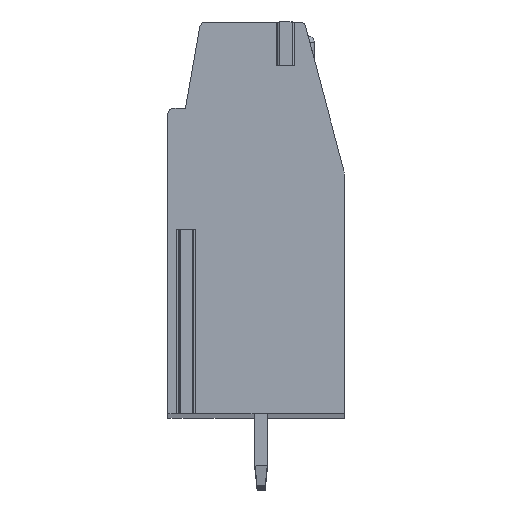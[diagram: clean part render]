
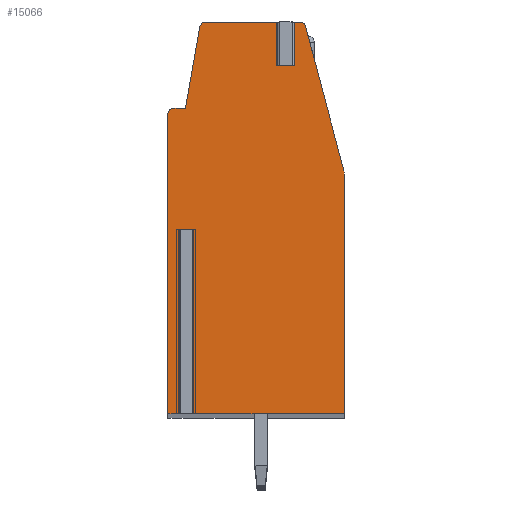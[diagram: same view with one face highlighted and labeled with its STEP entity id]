
A CAD part, top view. The second image highlights one B-rep face of the part: STEP entity #15066.
In plain terms, the highlighted planar face has unit normal (0, 0, 1).
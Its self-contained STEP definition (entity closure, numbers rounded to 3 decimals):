
#13=DIRECTION('',(-1.,0.,0.));
#14=VECTOR('',#13,0.743);
#15=CARTESIAN_POINT('',(-3.029,-0.55,119.38));
#16=LINE('',#15,#14);
#17=DIRECTION('',(0.,-1.,0.));
#18=VECTOR('',#17,9.);
#19=CARTESIAN_POINT('',(-3.771,-0.55,119.38));
#20=LINE('',#19,#18);
#21=DIRECTION('',(1.,0.,0.));
#22=VECTOR('',#21,0.529);
#23=CARTESIAN_POINT('',(-4.3,-9.55,119.38));
#24=LINE('',#23,#22);
#25=DIRECTION('',(0.,-1.,0.));
#26=VECTOR('',#25,14.6);
#27=CARTESIAN_POINT('',(-4.3,5.05,119.38));
#28=LINE('',#27,#26);
#29=CARTESIAN_POINT('',(-4.,5.05,119.38));
#30=DIRECTION('',(0.,0.,1.));
#31=DIRECTION('',(0.,1.,0.));
#32=AXIS2_PLACEMENT_3D('',#29,#30,#31);
#34=DIRECTION('',(-1.,0.,0.));
#35=VECTOR('',#34,0.558);
#36=CARTESIAN_POINT('',(-3.442,5.35,119.38));
#37=LINE('',#36,#35);
#38=DIRECTION('',(-0.174,-0.985,0.));
#39=VECTOR('',#38,4.013);
#40=CARTESIAN_POINT('',(-2.746,9.302,119.38));
#41=LINE('',#40,#39);
#42=CARTESIAN_POINT('',(-2.45,9.25,119.38));
#43=DIRECTION('',(0.,0.,1.));
#44=DIRECTION('',(0.,1.,0.));
#45=AXIS2_PLACEMENT_3D('',#42,#43,#44);
#47=DIRECTION('',(-1.,0.,0.));
#48=VECTOR('',#47,3.669);
#49=CARTESIAN_POINT('',(1.219,9.55,119.38));
#50=LINE('',#49,#48);
#51=DIRECTION('',(0.,-1.,0.));
#52=VECTOR('',#51,2.1);
#53=CARTESIAN_POINT('',(1.219,9.55,119.38));
#54=LINE('',#53,#52);
#55=DIRECTION('',(-1.,0.,0.));
#56=VECTOR('',#55,0.46);
#57=CARTESIAN_POINT('',(1.679,7.45,119.38));
#58=LINE('',#57,#56);
#59=DIRECTION('',(0.,-1.,0.));
#60=VECTOR('',#59,2.1);
#61=CARTESIAN_POINT('',(1.679,9.55,119.38));
#62=LINE('',#61,#60);
#63=DIRECTION('',(-1.,0.,0.));
#64=VECTOR('',#63,0.447);
#65=CARTESIAN_POINT('',(2.126,9.55,119.38));
#66=LINE('',#65,#64);
#67=CARTESIAN_POINT('',(2.126,9.25,119.38));
#68=DIRECTION('',(0.,0.,1.));
#69=DIRECTION('',(0.966,0.257,0.));
#70=AXIS2_PLACEMENT_3D('',#67,#68,#69);
#72=CARTESIAN_POINT('',(3.3,2.119,119.38));
#73=DIRECTION('',(0.,0.,1.));
#74=DIRECTION('',(1.,0.,0.));
#75=AXIS2_PLACEMENT_3D('',#72,#73,#74);
#77=DIRECTION('',(0.,1.,0.));
#78=VECTOR('',#77,11.669);
#79=CARTESIAN_POINT('',(4.3,-9.55,119.38));
#80=LINE('',#79,#78);
#81=DIRECTION('',(1.,0.,0.));
#82=VECTOR('',#81,7.329);
#83=CARTESIAN_POINT('',(-3.029,-9.55,119.38));
#84=LINE('',#83,#82);
#85=DIRECTION('',(0.,-1.,0.));
#86=VECTOR('',#85,9.);
#87=CARTESIAN_POINT('',(-3.029,-0.55,119.38));
#88=LINE('',#87,#86);
#635=DIRECTION('',(-0.257,0.966,0.));
#636=VECTOR('',#635,7.193);
#637=CARTESIAN_POINT('',(4.266,2.376,119.38));
#638=LINE('',#637,#636);
#12009=CARTESIAN_POINT('',(4.3,-9.55,119.38));
#12010=CARTESIAN_POINT('',(4.3,2.119,119.38));
#12011=VERTEX_POINT('',#12009);
#12012=VERTEX_POINT('',#12010);
#12013=CARTESIAN_POINT('',(4.266,2.376,119.38));
#12014=VERTEX_POINT('',#12013);
#12015=CARTESIAN_POINT('',(2.416,9.327,119.38));
#12016=CARTESIAN_POINT('',(2.126,9.55,119.38));
#12017=VERTEX_POINT('',#12015);
#12018=VERTEX_POINT('',#12016);
#12019=CARTESIAN_POINT('',(-2.45,9.55,119.38));
#12020=CARTESIAN_POINT('',(-2.746,9.302,119.38));
#12021=VERTEX_POINT('',#12019);
#12022=VERTEX_POINT('',#12020);
#12023=CARTESIAN_POINT('',(-3.442,5.35,119.38));
#12024=VERTEX_POINT('',#12023);
#12025=CARTESIAN_POINT('',(-4.,5.35,119.38));
#12026=VERTEX_POINT('',#12025);
#12027=CARTESIAN_POINT('',(-4.3,5.05,119.38));
#12028=VERTEX_POINT('',#12027);
#12029=CARTESIAN_POINT('',(-4.3,-9.55,119.38));
#12030=VERTEX_POINT('',#12029);
#12093=CARTESIAN_POINT('',(1.679,7.45,119.38));
#12094=CARTESIAN_POINT('',(1.219,7.45,119.38));
#12095=VERTEX_POINT('',#12093);
#12096=VERTEX_POINT('',#12094);
#12097=CARTESIAN_POINT('',(1.219,9.55,119.38));
#12098=VERTEX_POINT('',#12097);
#12099=CARTESIAN_POINT('',(1.679,9.55,119.38));
#12100=VERTEX_POINT('',#12099);
#12113=CARTESIAN_POINT('',(-3.029,-0.55,119.38));
#12114=CARTESIAN_POINT('',(-3.771,-0.55,119.38));
#12115=VERTEX_POINT('',#12113);
#12116=VERTEX_POINT('',#12114);
#12117=CARTESIAN_POINT('',(-3.029,-9.55,119.38));
#12118=VERTEX_POINT('',#12117);
#12119=CARTESIAN_POINT('',(-3.771,-9.55,119.38));
#12120=VERTEX_POINT('',#12119);
#15021=CARTESIAN_POINT('',(0.,0.,119.38));
#15022=DIRECTION('',(0.,0.,1.));
#15023=DIRECTION('',(1.,0.,0.));
#15024=AXIS2_PLACEMENT_3D('',#15021,#15022,#15023);
#15025=PLANE('',#15024);
#15027=ORIENTED_EDGE('',*,*,#15026,.T.);
#15029=ORIENTED_EDGE('',*,*,#15028,.T.);
#15031=ORIENTED_EDGE('',*,*,#15030,.F.);
#15033=ORIENTED_EDGE('',*,*,#15032,.F.);
#15035=ORIENTED_EDGE('',*,*,#15034,.F.);
#15037=ORIENTED_EDGE('',*,*,#15036,.F.);
#15039=ORIENTED_EDGE('',*,*,#15038,.F.);
#15041=ORIENTED_EDGE('',*,*,#15040,.F.);
#15043=ORIENTED_EDGE('',*,*,#15042,.F.);
#15045=ORIENTED_EDGE('',*,*,#15044,.T.);
#15047=ORIENTED_EDGE('',*,*,#15046,.F.);
#15049=ORIENTED_EDGE('',*,*,#15048,.F.);
#15051=ORIENTED_EDGE('',*,*,#15050,.F.);
#15053=ORIENTED_EDGE('',*,*,#15052,.F.);
#15055=ORIENTED_EDGE('',*,*,#15054,.F.);
#15057=ORIENTED_EDGE('',*,*,#15056,.F.);
#15059=ORIENTED_EDGE('',*,*,#15058,.F.);
#15061=ORIENTED_EDGE('',*,*,#15060,.F.);
#15063=ORIENTED_EDGE('',*,*,#15062,.F.);
#15064=EDGE_LOOP('',(#15027,#15029,#15031,#15033,#15035,#15037,#15039,#15041,
#15043,#15045,#15047,#15049,#15051,#15053,#15055,#15057,#15059,#15061,#15063));
#15065=FACE_OUTER_BOUND('',#15064,.F.);
#33=CIRCLE('',#32,0.3);
#46=CIRCLE('',#45,0.3);
#71=CIRCLE('',#70,0.3);
#76=CIRCLE('',#75,1.);
#15026=EDGE_CURVE('',#12115,#12116,#16,.T.);
#15028=EDGE_CURVE('',#12116,#12120,#20,.T.);
#15030=EDGE_CURVE('',#12030,#12120,#24,.T.);
#15032=EDGE_CURVE('',#12028,#12030,#28,.T.);
#15034=EDGE_CURVE('',#12026,#12028,#33,.T.);
#15036=EDGE_CURVE('',#12024,#12026,#37,.T.);
#15038=EDGE_CURVE('',#12022,#12024,#41,.T.);
#15040=EDGE_CURVE('',#12021,#12022,#46,.T.);
#15042=EDGE_CURVE('',#12098,#12021,#50,.T.);
#15044=EDGE_CURVE('',#12098,#12096,#54,.T.);
#15046=EDGE_CURVE('',#12095,#12096,#58,.T.);
#15048=EDGE_CURVE('',#12100,#12095,#62,.T.);
#15050=EDGE_CURVE('',#12018,#12100,#66,.T.);
#15052=EDGE_CURVE('',#12017,#12018,#71,.T.);
#15054=EDGE_CURVE('',#12014,#12017,#638,.T.);
#15056=EDGE_CURVE('',#12012,#12014,#76,.T.);
#15058=EDGE_CURVE('',#12011,#12012,#80,.T.);
#15060=EDGE_CURVE('',#12118,#12011,#84,.T.);
#15062=EDGE_CURVE('',#12115,#12118,#88,.T.);
#15066=ADVANCED_FACE('',(#15065),#15025,.T.);
